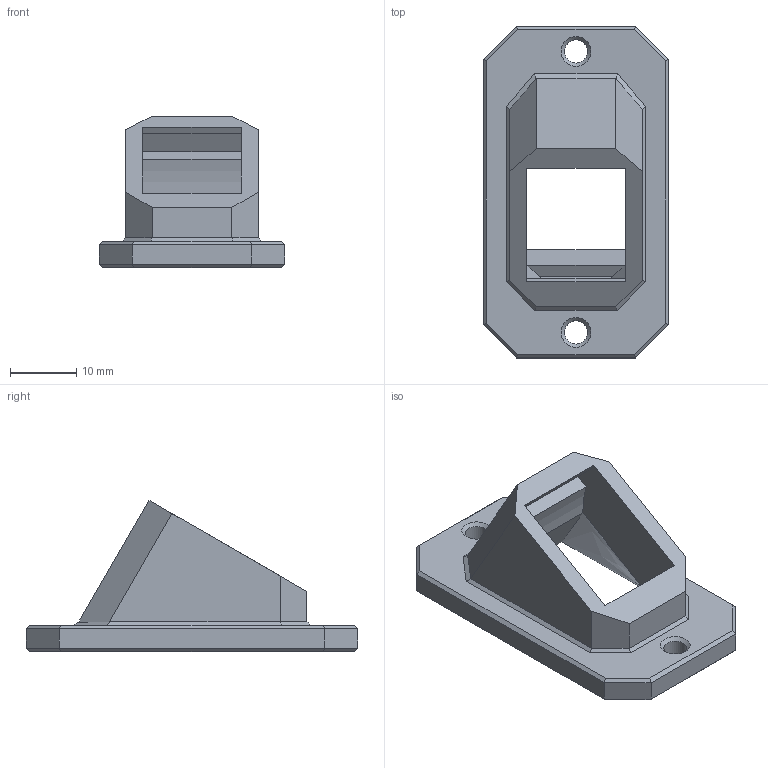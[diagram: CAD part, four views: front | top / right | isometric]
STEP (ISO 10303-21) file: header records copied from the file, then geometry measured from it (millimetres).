
FILE_DESCRIPTION(/* description */ (''),/* implementation_level */ '2;1');
FILE_NAME(/* name */ 'Ratrig V-Core 3_lan_socket_adapter v8.step',/* time_stamp */ '2021-06-03T18:46:24+01:00',/* author */ (''),/* organization */ (''),/* preprocessor_version */ 'ST-DEVELOPER v18.1',/* originating_system */ 'Autodesk Translation Framework v10.9.0.1377',/* authorisation */ '');
FILE_SCHEMA (('AUTOMOTIVE_DESIGN { 1 0 10303 214 3 1 1 }'));
Length unit declared in the file: millimetre
Products named in the file (1): Ratrig V-Core 3_lan_socket_adapter
Bounding box: 28 x 50 x 22.79 mm (x, y, z)
Volume: 6905.8 mm3; surface area: 4852.4 mm2
Topology: 1 solids, 1 shells, 67 faces, 160 edges, 96 vertices
Faces by surface type: plane 58, cone 4, cylinder 3, bspline 2
Full cylindrical faces by diameter (mm): 3.5 x2
Entity records: 1946 total; most frequent: CARTESIAN_POINT 360, ORIENTED_EDGE 320, DIRECTION 300, EDGE_CURVE 160, LINE 148, VECTOR 148, VERTEX_POINT 96, AXIS2_PLACEMENT_3D 76
